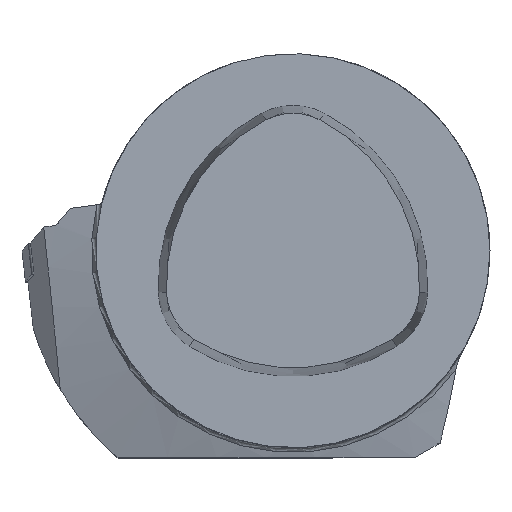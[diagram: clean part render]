
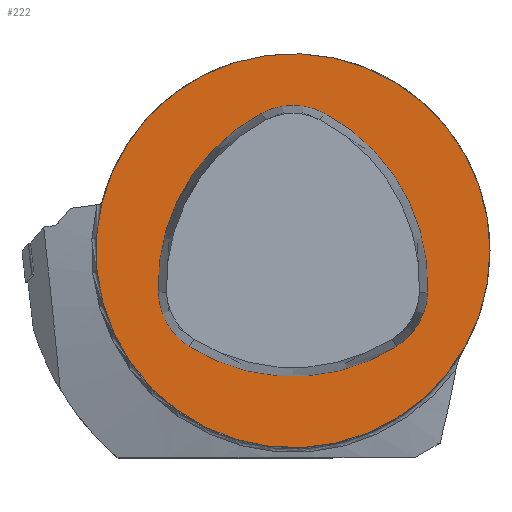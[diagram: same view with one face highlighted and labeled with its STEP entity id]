
A CAD part, top view. The second image highlights one B-rep face of the part: STEP entity #222.
In plain terms, the highlighted planar face has unit normal (0, 0, 1).
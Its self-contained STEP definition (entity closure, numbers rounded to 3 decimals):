
#98=FACE_BOUND('',#385,.T.);
#99=FACE_BOUND('',#386,.T.);
#179=CIRCLE('',#1231,40.);
#186=CIRCLE('',#1245,39.5);
#187=CIRCLE('',#1246,13.5);
#188=CIRCLE('',#1247,39.5);
#189=CIRCLE('',#1248,13.5);
#190=CIRCLE('',#1249,39.5);
#191=CIRCLE('',#1250,13.5);
#222=ADVANCED_FACE('',(#98,#99),#273,.T.);
#273=PLANE('',#1251);
#385=EDGE_LOOP('',(#565));
#386=EDGE_LOOP('',(#566,#567,#568,#569,#570,#571));
#565=ORIENTED_EDGE('',*,*,#888,.T.);
#566=ORIENTED_EDGE('',*,*,#903,.F.);
#567=ORIENTED_EDGE('',*,*,#904,.F.);
#568=ORIENTED_EDGE('',*,*,#905,.F.);
#569=ORIENTED_EDGE('',*,*,#906,.F.);
#570=ORIENTED_EDGE('',*,*,#907,.F.);
#571=ORIENTED_EDGE('',*,*,#908,.F.);
#772=VERTEX_POINT('',#1863);
#787=VERTEX_POINT('',#1896);
#788=VERTEX_POINT('',#1897);
#789=VERTEX_POINT('',#1899);
#790=VERTEX_POINT('',#1901);
#791=VERTEX_POINT('',#1903);
#792=VERTEX_POINT('',#1905);
#888=EDGE_CURVE('',#772,#772,#179,.T.);
#903=EDGE_CURVE('',#787,#788,#186,.T.);
#904=EDGE_CURVE('',#789,#787,#187,.T.);
#905=EDGE_CURVE('',#790,#789,#188,.T.);
#906=EDGE_CURVE('',#791,#790,#189,.T.);
#907=EDGE_CURVE('',#792,#791,#190,.T.);
#908=EDGE_CURVE('',#788,#792,#191,.T.);
#1231=AXIS2_PLACEMENT_3D('',#1862,#1436,#1437);
#1245=AXIS2_PLACEMENT_3D('',#1895,#1468,#1469);
#1246=AXIS2_PLACEMENT_3D('',#1898,#1470,#1471);
#1247=AXIS2_PLACEMENT_3D('',#1900,#1472,#1473);
#1248=AXIS2_PLACEMENT_3D('',#1902,#1474,#1475);
#1249=AXIS2_PLACEMENT_3D('',#1904,#1476,#1477);
#1250=AXIS2_PLACEMENT_3D('',#1906,#1478,#1479);
#1251=AXIS2_PLACEMENT_3D('',#1907,#1480,#1481);
#1436=DIRECTION('',(0.,0.,1.));
#1437=DIRECTION('',(1.,0.,0.));
#1468=DIRECTION('',(0.,0.,1.));
#1469=DIRECTION('',(1.,0.,0.));
#1470=DIRECTION('',(0.,0.,1.));
#1471=DIRECTION('',(1.,0.,0.));
#1472=DIRECTION('',(0.,0.,1.));
#1473=DIRECTION('',(1.,0.,0.));
#1474=DIRECTION('',(0.,0.,1.));
#1475=DIRECTION('',(1.,0.,0.));
#1476=DIRECTION('',(0.,0.,1.));
#1477=DIRECTION('',(1.,0.,0.));
#1478=DIRECTION('',(0.,0.,1.));
#1479=DIRECTION('',(1.,0.,0.));
#1480=DIRECTION('',(0.,0.,1.));
#1481=DIRECTION('',(-1.,0.,0.));
#1862=CARTESIAN_POINT('',(0.,0.,0.));
#1863=CARTESIAN_POINT('',(40.,0.,0.));
#1895=CARTESIAN_POINT('',(12.124,-7.,0.));
#1896=CARTESIAN_POINT('',(-6.295,27.942,0.));
#1897=CARTESIAN_POINT('',(-27.346,-8.519,0.));
#1898=CARTESIAN_POINT('',(0.,16.,0.));
#1899=CARTESIAN_POINT('',(6.295,27.942,0.));
#1900=CARTESIAN_POINT('',(-12.124,-7.,0.));
#1901=CARTESIAN_POINT('',(27.346,-8.519,0.));
#1902=CARTESIAN_POINT('',(13.856,-8.,0.));
#1903=CARTESIAN_POINT('',(21.051,-19.423,0.));
#1904=CARTESIAN_POINT('',(0.,14.,0.));
#1905=CARTESIAN_POINT('',(-21.051,-19.423,0.));
#1906=CARTESIAN_POINT('',(-13.856,-8.,0.));
#1907=CARTESIAN_POINT('',(0.,0.,0.));
